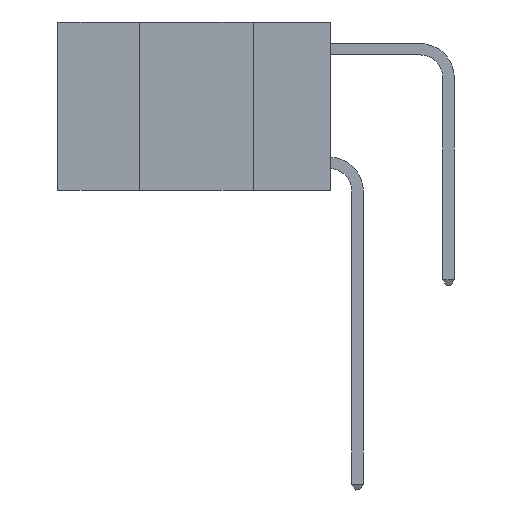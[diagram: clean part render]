
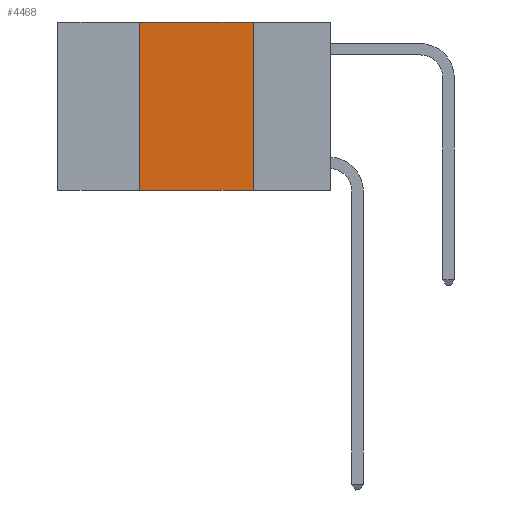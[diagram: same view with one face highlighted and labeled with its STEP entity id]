
A CAD part, left-side view. The second image highlights one B-rep face of the part: STEP entity #4468.
In plain terms, the highlighted planar face has unit normal (-1, 0, 0).
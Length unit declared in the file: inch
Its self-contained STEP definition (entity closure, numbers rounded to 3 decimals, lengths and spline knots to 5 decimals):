
#15 = EDGE_CURVE ( 'NONE', #8213, #3358, #6194, .T. ) ;
#204 = LINE ( 'NONE', #5017, #8118 ) ;
#561 = CARTESIAN_POINT ( 'NONE',  ( 0., 0.17, -0.37 ) ) ;
#899 = EDGE_CURVE ( 'NONE', #7733, #8213, #7324, .T. ) ;
#1496 = AXIS2_PLACEMENT_3D ( 'NONE', #6780, #2074, #3842 ) ;
#1691 = ORIENTED_EDGE ( 'NONE', *, *, #9682, .T. ) ;
#2074 = DIRECTION ( 'NONE',  ( 1., 0., 0. ) ) ;
#2787 = CARTESIAN_POINT ( 'NONE',  ( 0., 0.6, 0. ) ) ;
#3110 = ORIENTED_EDGE ( 'NONE', *, *, #4287, .F. ) ;
#3253 = CARTESIAN_POINT ( 'NONE',  ( 0., 0.6, -0.37 ) ) ;
#3358 = VERTEX_POINT ( 'NONE', #561 ) ;
#3395 = CARTESIAN_POINT ( 'NONE',  ( 0., 0.42, -0.37 ) ) ;
#3842 = DIRECTION ( 'NONE',  ( 0., 0., -1. ) ) ;
#4287 = EDGE_CURVE ( 'NONE', #10250, #7733, #204, .T. ) ;
#4404 = FACE_OUTER_BOUND ( 'NONE', #6866, .T. ) ;
#4468 = ADVANCED_FACE ( 'NONE', ( #4404 ), #7549, .F. ) ;
#4519 = ORIENTED_EDGE ( 'NONE', *, *, #899, .F. ) ;
#4611 = CARTESIAN_POINT ( 'NONE',  ( 0., 0.17, 0. ) ) ;
#4639 = CARTESIAN_POINT ( 'NONE',  ( 0., 0.17, 0. ) ) ;
#4714 = DIRECTION ( 'NONE',  ( 0., 0., -1. ) ) ;
#4804 = LINE ( 'NONE', #3253, #9783 ) ;
#5017 = CARTESIAN_POINT ( 'NONE',  ( 0., 0.42, 0. ) ) ;
#5829 = DIRECTION ( 'NONE',  ( 0., 0., 1. ) ) ;
#5871 = DIRECTION ( 'NONE',  ( 0., -1., 0. ) ) ;
#6194 = LINE ( 'NONE', #4611, #8369 ) ;
#6780 = CARTESIAN_POINT ( 'NONE',  ( 0., 0.6, 0. ) ) ;
#6866 = EDGE_LOOP ( 'NONE', ( #8185, #4519, #3110, #1691 ) ) ;
#7324 = LINE ( 'NONE', #2787, #9731 ) ;
#7549 = PLANE ( 'NONE',  #1496 ) ;
#7733 = VERTEX_POINT ( 'NONE', #9636 ) ;
#8118 = VECTOR ( 'NONE', #5829, 39.37008 ) ;
#8185 = ORIENTED_EDGE ( 'NONE', *, *, #15, .F. ) ;
#8213 = VERTEX_POINT ( 'NONE', #4639 ) ;
#8369 = VECTOR ( 'NONE', #4714, 39.37008 ) ;
#9618 = DIRECTION ( 'NONE',  ( 0., -1., 0. ) ) ;
#9636 = CARTESIAN_POINT ( 'NONE',  ( 0., 0.42, 0. ) ) ;
#9682 = EDGE_CURVE ( 'NONE', #10250, #3358, #4804, .T. ) ;
#9731 = VECTOR ( 'NONE', #5871, 39.37008 ) ;
#9783 = VECTOR ( 'NONE', #9618, 39.37008 ) ;
#10250 = VERTEX_POINT ( 'NONE', #3395 ) ;
